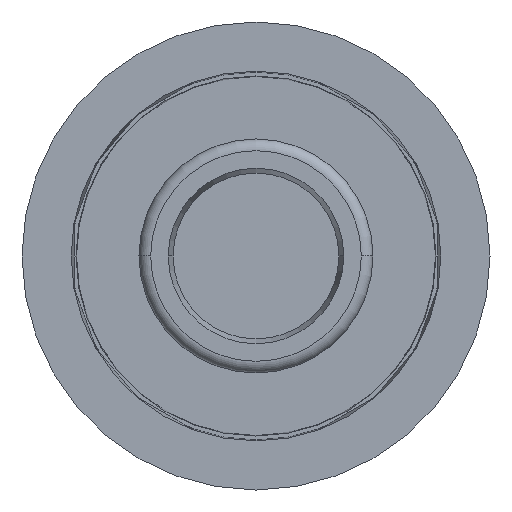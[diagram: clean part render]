
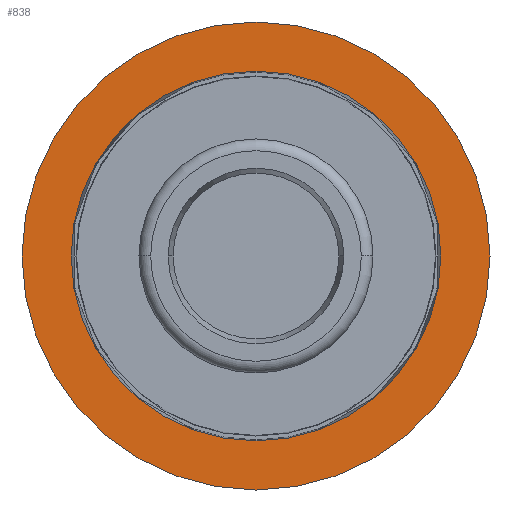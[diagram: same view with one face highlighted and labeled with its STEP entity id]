
A CAD part, left-side view. The second image highlights one B-rep face of the part: STEP entity #838.
In plain terms, the highlighted planar face has unit normal (-1, 0, 0).
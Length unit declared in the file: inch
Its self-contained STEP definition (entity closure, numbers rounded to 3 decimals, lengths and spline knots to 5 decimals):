
#7 = AXIS2_PLACEMENT_3D ( 'NONE', #2226, #196, #1111 ) ;
#43 = CIRCLE ( 'NONE', #1375, 1.5 ) ;
#114 = EDGE_CURVE ( 'NONE', #1234, #950, #2279, .T. ) ;
#125 = DIRECTION ( 'NONE',  ( -1., 0., 0. ) ) ;
#196 = DIRECTION ( 'NONE',  ( -1., 0., 0. ) ) ;
#385 = CARTESIAN_POINT ( 'NONE',  ( 0., 0., 0. ) ) ;
#423 = CIRCLE ( 'NONE', #2268, 1.185 ) ;
#497 = EDGE_LOOP ( 'NONE', ( #703, #515 ) ) ;
#515 = ORIENTED_EDGE ( 'NONE', *, *, #2278, .T. ) ;
#666 = DIRECTION ( 'NONE',  ( 0., 0., 1. ) ) ;
#691 = DIRECTION ( 'NONE',  ( 1., 0., 0. ) ) ;
#703 = ORIENTED_EDGE ( 'NONE', *, *, #114, .T. ) ;
#828 = DIRECTION ( 'NONE',  ( 0., 0., 1. ) ) ;
#838 = ADVANCED_FACE ( 'NONE', ( #2525, #1332 ), #2709, .F. ) ;
#885 = DIRECTION ( 'NONE',  ( 0., 0., 1. ) ) ;
#950 = VERTEX_POINT ( 'NONE', #2555 ) ;
#959 = ORIENTED_EDGE ( 'NONE', *, *, #2667, .F. ) ;
#1111 = DIRECTION ( 'NONE',  ( 0., 0., 1. ) ) ;
#1121 = DIRECTION ( 'NONE',  ( -1., 0., 0. ) ) ;
#1234 = VERTEX_POINT ( 'NONE', #1962 ) ;
#1304 = VERTEX_POINT ( 'NONE', #2375 ) ;
#1332 = FACE_OUTER_BOUND ( 'NONE', #497, .T. ) ;
#1375 = AXIS2_PLACEMENT_3D ( 'NONE', #1733, #125, #828 ) ;
#1393 = DIRECTION ( 'NONE',  ( 0., 1., 0. ) ) ;
#1466 = AXIS2_PLACEMENT_3D ( 'NONE', #385, #2439, #885 ) ;
#1551 = CARTESIAN_POINT ( 'NONE',  ( 0., 0., -1.185 ) ) ;
#1733 = CARTESIAN_POINT ( 'NONE',  ( 0., 0., 0. ) ) ;
#1962 = CARTESIAN_POINT ( 'NONE',  ( 0., 0., 1.5 ) ) ;
#1984 = CIRCLE ( 'NONE', #1466, 1.185 ) ;
#2067 = CARTESIAN_POINT ( 'NONE',  ( 0., 1.185, 0. ) ) ;
#2208 = AXIS2_PLACEMENT_3D ( 'NONE', #2067, #691, #1393 ) ;
#2226 = CARTESIAN_POINT ( 'NONE',  ( 0., 0., 0. ) ) ;
#2268 = AXIS2_PLACEMENT_3D ( 'NONE', #2935, #1121, #666 ) ;
#2278 = EDGE_CURVE ( 'NONE', #950, #1234, #43, .T. ) ;
#2279 = CIRCLE ( 'NONE', #7, 1.5 ) ;
#2375 = CARTESIAN_POINT ( 'NONE',  ( 0., 0., 1.185 ) ) ;
#2439 = DIRECTION ( 'NONE',  ( -1., 0., 0. ) ) ;
#2525 = FACE_BOUND ( 'NONE', #2580, .T. ) ;
#2555 = CARTESIAN_POINT ( 'NONE',  ( 0., 0., -1.5 ) ) ;
#2561 = ORIENTED_EDGE ( 'NONE', *, *, #2795, .F. ) ;
#2580 = EDGE_LOOP ( 'NONE', ( #2561, #959 ) ) ;
#2667 = EDGE_CURVE ( 'NONE', #2729, #1304, #423, .T. ) ;
#2709 = PLANE ( 'NONE',  #2208 ) ;
#2729 = VERTEX_POINT ( 'NONE', #1551 ) ;
#2795 = EDGE_CURVE ( 'NONE', #1304, #2729, #1984, .T. ) ;
#2935 = CARTESIAN_POINT ( 'NONE',  ( 0., 0., 0. ) ) ;
